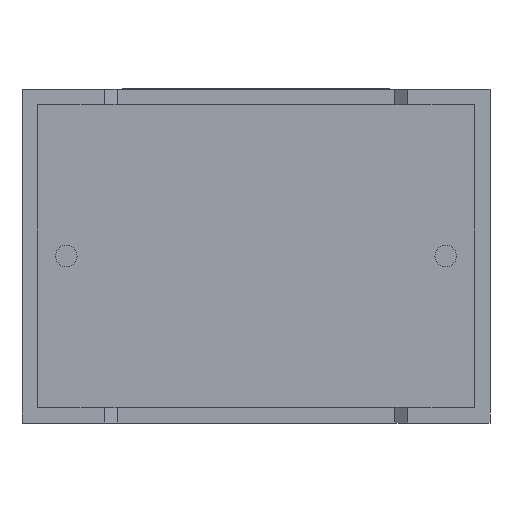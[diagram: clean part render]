
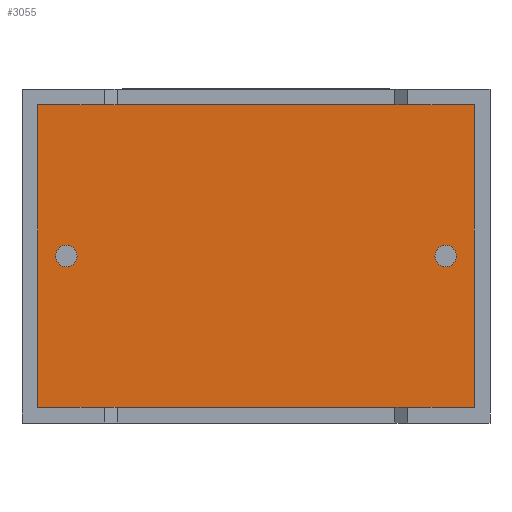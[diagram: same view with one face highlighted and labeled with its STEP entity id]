
A CAD part, front view. The second image highlights one B-rep face of the part: STEP entity #3055.
In plain terms, the highlighted planar face has unit normal (0, -1, 0).
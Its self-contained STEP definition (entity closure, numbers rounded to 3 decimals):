
#30 = ORIENTED_EDGE ( 'NONE', *, *, #2981, .F. ) ;
#36 = DIRECTION ( 'NONE',  ( 0., 0., -1. ) ) ;
#128 = ORIENTED_EDGE ( 'NONE', *, *, #747, .T. ) ;
#134 = CARTESIAN_POINT ( 'NONE',  ( 17.883, 0.75, 0.617 ) ) ;
#202 = EDGE_LOOP ( 'NONE', ( #2280, #2282, #704, #128 ) ) ;
#208 = ORIENTED_EDGE ( 'NONE', *, *, #560, .F. ) ;
#216 = AXIS2_PLACEMENT_3D ( 'NONE', #915, #1235, #746 ) ;
#257 = ORIENTED_EDGE ( 'NONE', *, *, #433, .F. ) ;
#357 = VERTEX_POINT ( 'NONE', #2049 ) ;
#433 = EDGE_CURVE ( 'NONE', #1615, #2263, #926, .T. ) ;
#491 = CARTESIAN_POINT ( 'NONE',  ( 0., 0.75, 0. ) ) ;
#506 = AXIS2_PLACEMENT_3D ( 'NONE', #1603, #2305, #2330 ) ;
#517 = DIRECTION ( 'NONE',  ( 0., 0., 1. ) ) ;
#523 = CARTESIAN_POINT ( 'NONE',  ( 16.75, 0.75, 6.175 ) ) ;
#538 = DIRECTION ( 'NONE',  ( 0., -1., 0. ) ) ;
#560 = EDGE_CURVE ( 'NONE', #956, #2324, #624, .T. ) ;
#624 = CIRCLE ( 'NONE', #1673, 0.425 ) ;
#628 = VECTOR ( 'NONE', #2776, 1000. ) ;
#704 = ORIENTED_EDGE ( 'NONE', *, *, #2460, .T. ) ;
#720 = CARTESIAN_POINT ( 'NONE',  ( 0.617, 0.75, 0.617 ) ) ;
#746 = DIRECTION ( 'NONE',  ( 0., 0., -1. ) ) ;
#747 = EDGE_CURVE ( 'NONE', #357, #1456, #947, .T. ) ;
#822 = AXIS2_PLACEMENT_3D ( 'NONE', #1457, #538, #36 ) ;
#835 = FACE_OUTER_BOUND ( 'NONE', #202, .T. ) ;
#915 = CARTESIAN_POINT ( 'NONE',  ( 16.75, 0.75, 6.6 ) ) ;
#926 = CIRCLE ( 'NONE', #216, 0.425 ) ;
#947 = LINE ( 'NONE', #962, #2437 ) ;
#956 = VERTEX_POINT ( 'NONE', #2879 ) ;
#962 = CARTESIAN_POINT ( 'NONE',  ( 17.883, 0.75, 12.583 ) ) ;
#1127 = CARTESIAN_POINT ( 'NONE',  ( 0.617, 0.75, 12.583 ) ) ;
#1131 = VERTEX_POINT ( 'NONE', #1393 ) ;
#1164 = EDGE_CURVE ( 'NONE', #1456, #1131, #1587, .T. ) ;
#1185 = AXIS2_PLACEMENT_3D ( 'NONE', #491, #2134, #2781 ) ;
#1200 = EDGE_LOOP ( 'NONE', ( #30, #208 ) ) ;
#1235 = DIRECTION ( 'NONE',  ( 0., -1., 0. ) ) ;
#1242 = CARTESIAN_POINT ( 'NONE',  ( 17.883, 0.75, 0.617 ) ) ;
#1336 = FACE_BOUND ( 'NONE', #1200, .T. ) ;
#1393 = CARTESIAN_POINT ( 'NONE',  ( 0.617, 0.75, 0.617 ) ) ;
#1423 = CARTESIAN_POINT ( 'NONE',  ( 16.75, 0.75, 7.025 ) ) ;
#1426 = EDGE_LOOP ( 'NONE', ( #257, #1744 ) ) ;
#1456 = VERTEX_POINT ( 'NONE', #1127 ) ;
#1457 = CARTESIAN_POINT ( 'NONE',  ( 16.75, 0.75, 6.6 ) ) ;
#1554 = EDGE_CURVE ( 'NONE', #1131, #3044, #1695, .T. ) ;
#1587 = LINE ( 'NONE', #2518, #628 ) ;
#1594 = CIRCLE ( 'NONE', #506, 0.425 ) ;
#1603 = CARTESIAN_POINT ( 'NONE',  ( 1.75, 0.75, 6.6 ) ) ;
#1610 = DIRECTION ( 'NONE',  ( 0., 0., -1. ) ) ;
#1615 = VERTEX_POINT ( 'NONE', #1423 ) ;
#1665 = DIRECTION ( 'NONE',  ( 1., 0., 0. ) ) ;
#1673 = AXIS2_PLACEMENT_3D ( 'NONE', #2340, #1850, #1610 ) ;
#1695 = LINE ( 'NONE', #720, #2705 ) ;
#1739 = CARTESIAN_POINT ( 'NONE',  ( 1.75, 0.75, 7.025 ) ) ;
#1744 = ORIENTED_EDGE ( 'NONE', *, *, #2203, .F. ) ;
#1850 = DIRECTION ( 'NONE',  ( 0., -1., 0. ) ) ;
#2029 = FACE_BOUND ( 'NONE', #1426, .T. ) ;
#2045 = PLANE ( 'NONE',  #1185 ) ;
#2049 = CARTESIAN_POINT ( 'NONE',  ( 17.883, 0.75, 12.583 ) ) ;
#2134 = DIRECTION ( 'NONE',  ( 0., -1., 0. ) ) ;
#2172 = CIRCLE ( 'NONE', #822, 0.425 ) ;
#2194 = LINE ( 'NONE', #1242, #2406 ) ;
#2203 = EDGE_CURVE ( 'NONE', #2263, #1615, #2172, .T. ) ;
#2263 = VERTEX_POINT ( 'NONE', #523 ) ;
#2280 = ORIENTED_EDGE ( 'NONE', *, *, #1164, .T. ) ;
#2282 = ORIENTED_EDGE ( 'NONE', *, *, #1554, .T. ) ;
#2305 = DIRECTION ( 'NONE',  ( 0., -1., 0. ) ) ;
#2324 = VERTEX_POINT ( 'NONE', #1739 ) ;
#2330 = DIRECTION ( 'NONE',  ( 0., 0., -1. ) ) ;
#2340 = CARTESIAN_POINT ( 'NONE',  ( 1.75, 0.75, 6.6 ) ) ;
#2406 = VECTOR ( 'NONE', #517, 1000. ) ;
#2437 = VECTOR ( 'NONE', #2843, 1000. ) ;
#2460 = EDGE_CURVE ( 'NONE', #3044, #357, #2194, .T. ) ;
#2518 = CARTESIAN_POINT ( 'NONE',  ( 0.617, 0.75, 12.583 ) ) ;
#2705 = VECTOR ( 'NONE', #1665, 1000. ) ;
#2776 = DIRECTION ( 'NONE',  ( 0., 0., -1. ) ) ;
#2781 = DIRECTION ( 'NONE',  ( 0., 0., -1. ) ) ;
#2843 = DIRECTION ( 'NONE',  ( -1., 0., 0. ) ) ;
#2879 = CARTESIAN_POINT ( 'NONE',  ( 1.75, 0.75, 6.175 ) ) ;
#2981 = EDGE_CURVE ( 'NONE', #2324, #956, #1594, .T. ) ;
#3044 = VERTEX_POINT ( 'NONE', #134 ) ;
#3055 = ADVANCED_FACE ( 'NONE', ( #2029, #835, #1336 ), #2045, .T. ) ;
